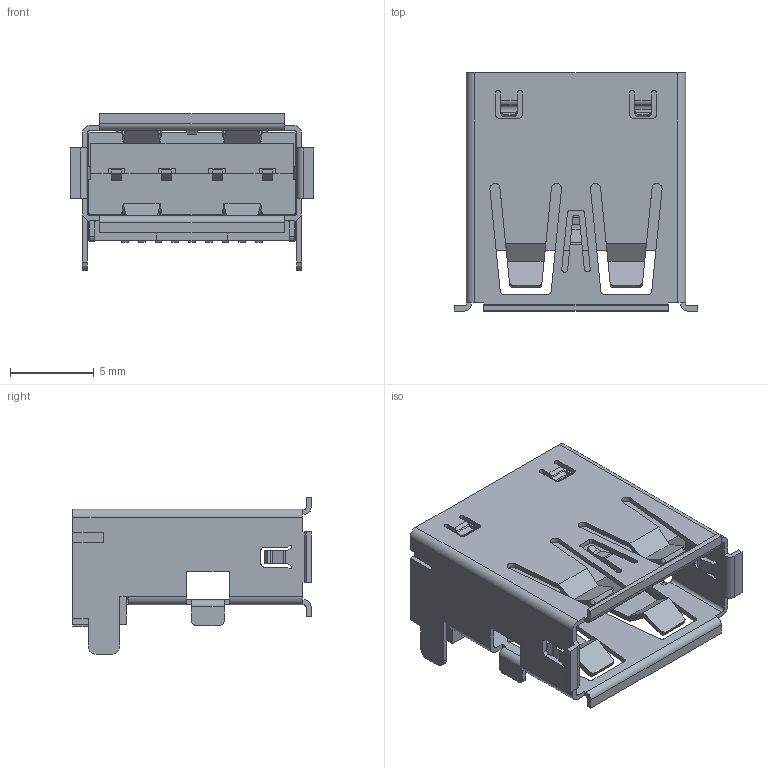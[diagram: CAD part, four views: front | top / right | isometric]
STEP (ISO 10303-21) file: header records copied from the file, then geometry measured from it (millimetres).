
FILE_DESCRIPTION (( 'STEP AP214' ), '1' );
FILE_NAME ('USB30SMD30AF.STEP', '2024-12-28T03:32:50', ( '' ), ( '' ), 'SwSTEP 2.0', 'SolidWorks 2021', '' );
FILE_SCHEMA (( 'AUTOMOTIVE_DESIGN' ));
Length unit declared in the file: millimetre
Products named in the file (1): USB30SMD30AF
Bounding box: 14.5 x 14.2 x 9.35 mm (x, y, z)
Volume: 573.2 mm3; surface area: 1556.7 mm2
Topology: 6 solids, 6 shells, 489 faces, 1401 edges, 930 vertices
Faces by surface type: plane 340, cylinder 149
Entity records: 16794 total; most frequent: CARTESIAN_POINT 2929, ORIENTED_EDGE 2802, DIRECTION 2615, EDGE_CURVE 1401, VECTOR 1095, LINE 1095, VERTEX_POINT 930, AXIS2_PLACEMENT_3D 760
